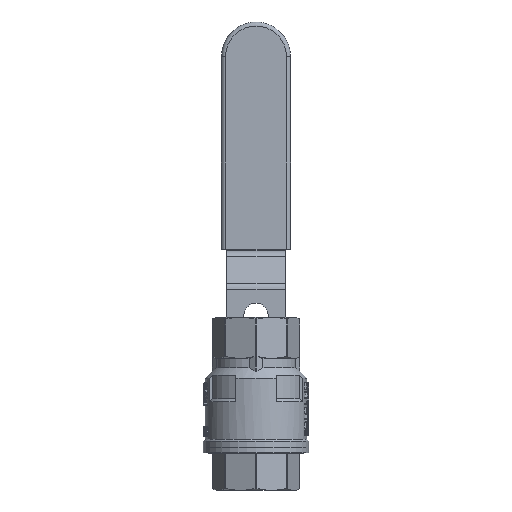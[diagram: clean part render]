
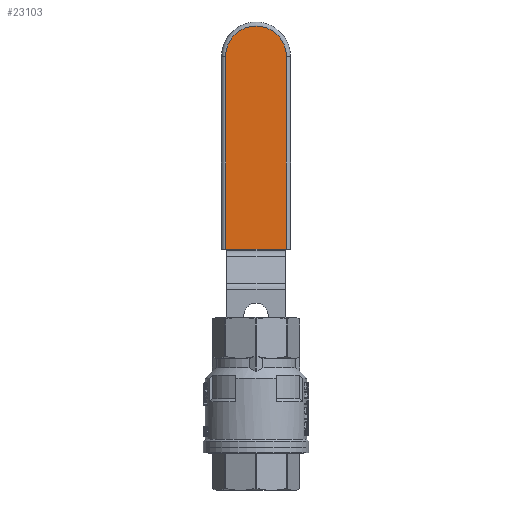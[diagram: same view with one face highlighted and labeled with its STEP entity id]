
A CAD part, front view. The second image highlights one B-rep face of the part: STEP entity #23103.
In plain terms, the highlighted face is planar.
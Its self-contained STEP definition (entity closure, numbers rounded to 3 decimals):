
#1942=CIRCLE('',#32695,7.5);
#3123=ORIENTED_EDGE('',*,*,#10134,.F.);
#3124=ORIENTED_EDGE('',*,*,#10155,.T.);
#3125=ORIENTED_EDGE('',*,*,#10152,.T.);
#3126=ORIENTED_EDGE('',*,*,#10144,.T.);
#10134=EDGE_CURVE('',#13695,#13696,#16123,.T.);
#10144=EDGE_CURVE('',#13705,#13696,#16130,.T.);
#10152=EDGE_CURVE('',#13710,#13705,#1942,.T.);
#10155=EDGE_CURVE('',#13695,#13710,#16136,.T.);
#13695=VERTEX_POINT('',#45551);
#13696=VERTEX_POINT('',#45553);
#13705=VERTEX_POINT('',#45573);
#13710=VERTEX_POINT('',#45589);
#16123=LINE('',#45552,#17627);
#16130=LINE('',#45572,#17634);
#16136=LINE('',#45594,#17640);
#17627=VECTOR('',#36476,1000.);
#17634=VECTOR('',#36491,1000.);
#17640=VECTOR('',#36515,1000.);
#19095=EDGE_LOOP('',(#3123,#3124,#3125,#3126));
#20550=FACE_BOUND('',#19095,.T.);
#21931=PLANE('',#32698);
#23103=ADVANCED_FACE('',(#20550),#21931,.T.);
#32695=AXIS2_PLACEMENT_3D('',#45588,#36507,#36508);
#32698=AXIS2_PLACEMENT_3D('',#45593,#36513,#36514);
#36476=DIRECTION('',(0.,-1.,0.));
#36491=DIRECTION('',(-1.,0.,0.));
#36507=DIRECTION('',(0.,0.,-1.));
#36508=DIRECTION('',(-1.,0.,0.));
#36513=DIRECTION('',(0.,0.,-1.));
#36514=DIRECTION('',(0.,-1.,0.));
#36515=DIRECTION('',(1.,0.,0.));
#45551=CARTESIAN_POINT('',(0.,16.,0.));
#45552=CARTESIAN_POINT('',(0.,17.,0.));
#45553=CARTESIAN_POINT('',(0.,1.,0.));
#45572=CARTESIAN_POINT('',(0.,1.,0.));
#45573=CARTESIAN_POINT('',(47.5,1.,0.));
#45588=CARTESIAN_POINT('',(47.5,8.5,0.));
#45589=CARTESIAN_POINT('',(47.5,16.,0.));
#45593=CARTESIAN_POINT('',(0.,17.,0.));
#45594=CARTESIAN_POINT('',(47.5,16.,0.));
